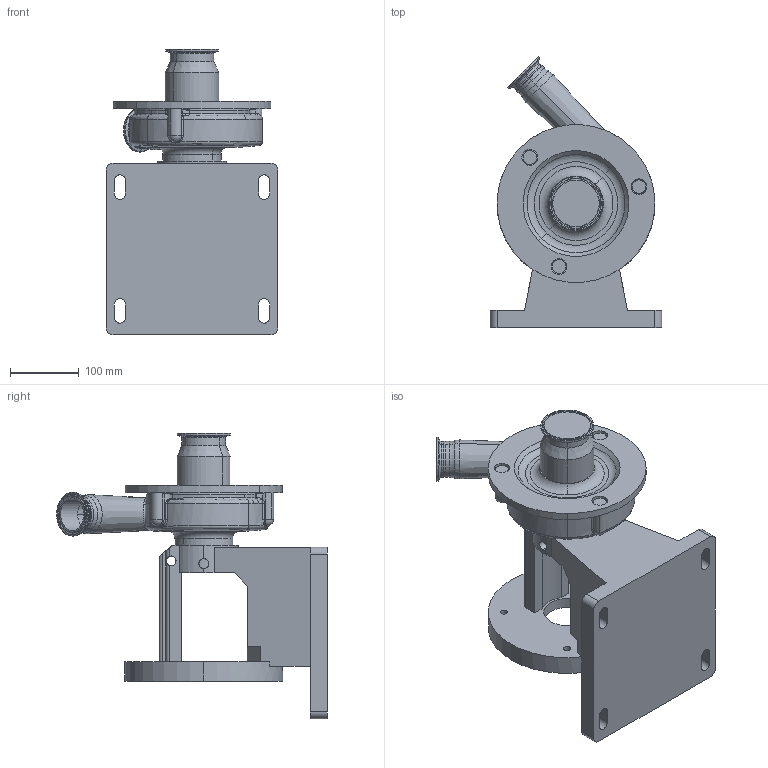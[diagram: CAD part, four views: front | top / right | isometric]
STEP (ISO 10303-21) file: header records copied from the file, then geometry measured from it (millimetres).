
FILE_DESCRIPTION (( 'STEP AP214' ), '1' );
FILE_NAME ('FP 352 180TC 45L.STEP', '2010-02-23T21:10:29', ( ' ' ), ( '' ), 'SwSTEP 2.0', 'SolidWorks 2010', '' );
FILE_SCHEMA (( 'AUTOMOTIVE_DESIGN' ));
Length unit declared in the file: millimetre
Products named in the file (2): FP 352 180TC 45L^1275000115; FP 352 180TC 45L
Assembly tree (1 placements, depth 2):
  FP 352 180TC 45L
    FP 352 180TC 45L^1275000115
Bounding box: 250 x 394.25 x 416 mm (x, y, z)
Volume: 7233978.4 mm3; surface area: 598795.5 mm2
Topology: 1 solids, 2 shells, 375 faces, 966 edges, 591 vertices
Faces by surface type: cylinder 139, plane 93, bspline 55, torus 49, cone 28, sphere 11
Entity records: 26893 total; most frequent: CARTESIAN_POINT 17923, ORIENTED_EDGE 1912, DIRECTION 1853, EDGE_CURVE 956, AXIS2_PLACEMENT_3D 756, VERTEX_POINT 589, CIRCLE 432, EDGE_LOOP 415
